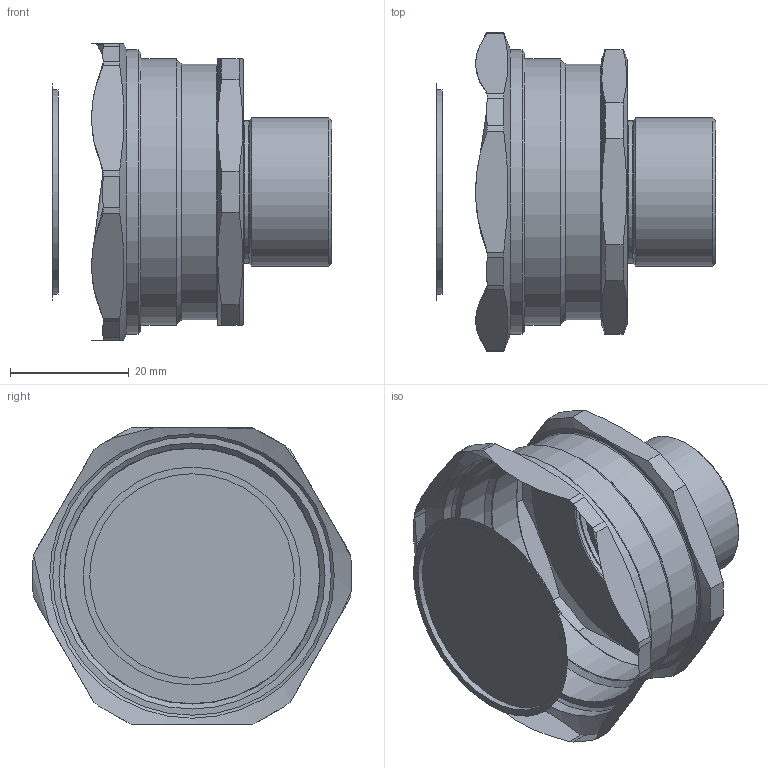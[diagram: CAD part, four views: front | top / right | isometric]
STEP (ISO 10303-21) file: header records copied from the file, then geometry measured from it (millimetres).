
FILE_DESCRIPTION(/* description */ (''),/* implementation_level */ '2;1');
FILE_NAME(/* name */ 'ZETARUS MTK-M25-T25.stp',/* time_stamp */ '2022-03-10T09:06:04+07:00',/* author */ ('zeta-09'),/* organization */ (''),/* preprocessor_version */ 'ST-DEVELOPER v18.1',/* originating_system */ 'Autodesk Inventor 2021',/* authorisation */ '');
FILE_SCHEMA (('AUTOMOTIVE_DESIGN { 1 0 10303 214 3 1 1 }'));
Length unit declared in the file: millimetre
Products named in the file (1): mtkkk
Bounding box: 47.22 x 53.74 x 50.01 mm (x, y, z)
Volume: 55004.6 mm3; surface area: 10705 mm2
Topology: 1 solids, 1 shells, 63 faces, 162 edges, 106 vertices
Faces by surface type: plane 31, cylinder 19, cone 9, torus 4
Full cylindrical faces by diameter (mm): 21 x1, 24 x1, 25 x1, 34.5 x1, 43.1 x1, 44.9 x1, 48 x1
Entity records: 1915 total; most frequent: CARTESIAN_POINT 436, ORIENTED_EDGE 324, DIRECTION 296, EDGE_CURVE 162, AXIS2_PLACEMENT_3D 122, VERTEX_POINT 106, EDGE_LOOP 68, FACE_OUTER_BOUND 63
